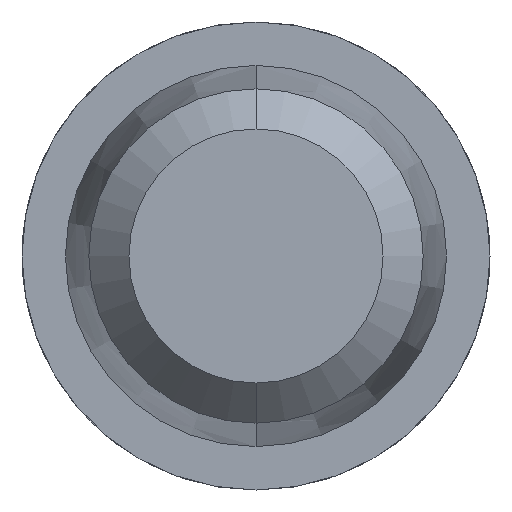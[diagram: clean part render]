
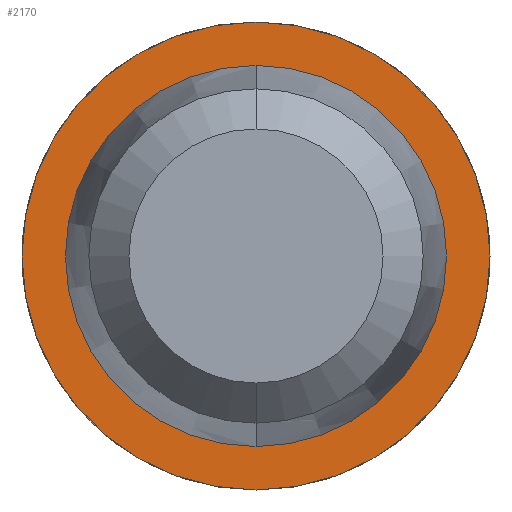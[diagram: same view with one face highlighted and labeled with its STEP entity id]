
A CAD part, front view. The second image highlights one B-rep face of the part: STEP entity #2170.
In plain terms, the highlighted planar face has unit normal (0, -1, 0).
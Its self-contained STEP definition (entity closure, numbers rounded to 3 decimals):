
#50 = ORIENTED_EDGE ( 'NONE', *, *, #2595, .T. ) ;
#115 = DIRECTION ( 'NONE',  ( 0., 0., -1. ) ) ;
#117 = VERTEX_POINT ( 'NONE', #607 ) ;
#451 = EDGE_CURVE ( 'Defeature ausgef�hrt2_9+Defeature ausgef�hrt2_10+Defeature ausgef�hrt2_10+Defeature ausgef�hrt2_10', #1942, #563, #3643, .T. ) ;
#514 = AXIS2_PLACEMENT_3D ( 'NONE', #2477, #3108, #4084 ) ;
#560 = ORIENTED_EDGE ( 'NONE', *, *, #4020, .F. ) ;
#563 = VERTEX_POINT ( 'NONE', #3420 ) ;
#607 = CARTESIAN_POINT ( 'NONE',  ( 0., 26., -0.7 ) ) ;
#664 = CIRCLE ( 'NONE', #2798, 0.57 ) ;
#759 = AXIS2_PLACEMENT_3D ( 'NONE', #2430, #3447, #115 ) ;
#969 = FACE_BOUND ( 'NONE', #1712, .T. ) ;
#1207 = DIRECTION ( 'NONE',  ( 0., 0., -1. ) ) ;
#1233 = FACE_OUTER_BOUND ( 'NONE', #3695, .T. ) ;
#1608 = DIRECTION ( 'NONE',  ( 0., 0., -1. ) ) ;
#1663 = ORIENTED_EDGE ( 'NONE', *, *, #451, .F. ) ;
#1712 = EDGE_LOOP ( 'NONE', ( #1663, #560 ) ) ;
#1744 = AXIS2_PLACEMENT_3D ( 'NONE', #3662, #4027, #2315 ) ;
#1937 = CARTESIAN_POINT ( 'NONE',  ( 0., 26., 0. ) ) ;
#1942 = VERTEX_POINT ( 'NONE', #2113 ) ;
#2113 = CARTESIAN_POINT ( 'NONE',  ( 0., 26., 0.57 ) ) ;
#2170 = ADVANCED_FACE ( 'Defeature ausgef�hrt2_10', ( #1233, #969 ), #2490, .T. ) ;
#2267 = CIRCLE ( 'NONE', #759, 0.7 ) ;
#2298 = ORIENTED_EDGE ( 'NONE', *, *, #4098, .T. ) ;
#2315 = DIRECTION ( 'NONE',  ( 0., 0., -1. ) ) ;
#2430 = CARTESIAN_POINT ( 'NONE',  ( 0., 26., 0. ) ) ;
#2477 = CARTESIAN_POINT ( 'NONE',  ( 0., 26., 0. ) ) ;
#2490 = PLANE ( 'NONE',  #3003 ) ;
#2595 = EDGE_CURVE ( 'Defeature ausgef�hrt2_10+Defeature ausgef�hrt2_11+Defeature ausgef�hrt2_11+Defeature ausgef�hrt2_11', #3129, #117, #2267, .T. ) ;
#2798 = AXIS2_PLACEMENT_3D ( 'NONE', #1937, #3935, #1608 ) ;
#2857 = DIRECTION ( 'NONE',  ( 0., -1., 0. ) ) ;
#2951 = CARTESIAN_POINT ( 'NONE',  ( 0., 26., 0.7 ) ) ;
#3003 = AXIS2_PLACEMENT_3D ( 'NONE', #4210, #2857, #1207 ) ;
#3108 = DIRECTION ( 'NONE',  ( 0., -1., 0. ) ) ;
#3129 = VERTEX_POINT ( 'NONE', #2951 ) ;
#3298 = CIRCLE ( 'NONE', #1744, 0.7 ) ;
#3420 = CARTESIAN_POINT ( 'NONE',  ( 0., 26., -0.57 ) ) ;
#3447 = DIRECTION ( 'NONE',  ( 0., -1., 0. ) ) ;
#3643 = CIRCLE ( 'NONE', #514, 0.57 ) ;
#3662 = CARTESIAN_POINT ( 'NONE',  ( 0., 26., 0. ) ) ;
#3695 = EDGE_LOOP ( 'NONE', ( #2298, #50 ) ) ;
#3935 = DIRECTION ( 'NONE',  ( 0., -1., 0. ) ) ;
#4020 = EDGE_CURVE ( 'Defeature ausgef�hrt2_9+Defeature ausgef�hrt2_10+Defeature ausgef�hrt2_10+Defeature ausgef�hrt2_10', #563, #1942, #664, .T. ) ;
#4027 = DIRECTION ( 'NONE',  ( 0., -1., 0. ) ) ;
#4084 = DIRECTION ( 'NONE',  ( 0., 0., -1. ) ) ;
#4098 = EDGE_CURVE ( 'Defeature ausgef�hrt2_10+Defeature ausgef�hrt2_11+Defeature ausgef�hrt2_11+Defeature ausgef�hrt2_11', #117, #3129, #3298, .T. ) ;
#4210 = CARTESIAN_POINT ( 'NONE',  ( 0.57, 26., 0. ) ) ;
